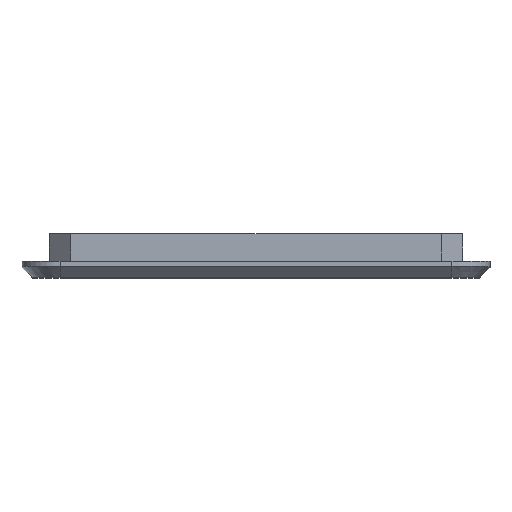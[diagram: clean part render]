
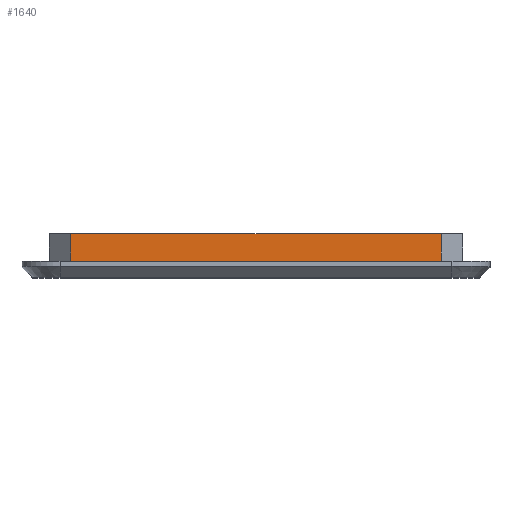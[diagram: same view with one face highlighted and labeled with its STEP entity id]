
A CAD part, top view. The second image highlights one B-rep face of the part: STEP entity #1640.
In plain terms, the highlighted planar face has unit normal (0, 0, 1).
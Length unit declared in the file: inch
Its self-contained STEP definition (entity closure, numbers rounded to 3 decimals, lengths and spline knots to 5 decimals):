
#210=FACE_OUTER_BOUND('',#303,.T.);
#303=EDGE_LOOP('',(#1252,#1253,#1254,#1255));
#409=LINE('',#2399,#549);
#424=LINE('',#2434,#564);
#437=LINE('',#2458,#577);
#444=LINE('',#2471,#584);
#549=VECTOR('',#1855,0.3937);
#564=VECTOR('',#1884,0.3937);
#577=VECTOR('',#1899,0.3937);
#584=VECTOR('',#1918,0.3937);
#726=VERTEX_POINT('',#2397);
#727=VERTEX_POINT('',#2398);
#739=VERTEX_POINT('',#2432);
#740=VERTEX_POINT('',#2433);
#907=EDGE_CURVE('',#726,#727,#409,.T.);
#924=EDGE_CURVE('',#739,#740,#424,.T.);
#937=EDGE_CURVE('',#726,#740,#437,.T.);
#944=EDGE_CURVE('',#727,#739,#444,.T.);
#1252=ORIENTED_EDGE('',*,*,#907,.F.);
#1253=ORIENTED_EDGE('',*,*,#937,.T.);
#1254=ORIENTED_EDGE('',*,*,#924,.F.);
#1255=ORIENTED_EDGE('',*,*,#944,.F.);
#1600=PLANE('',#1750);
#1640=ADVANCED_FACE('',(#210),#1600,.T.);
#1750=AXIS2_PLACEMENT_3D('',#2470,#1916,#1917);
#1855=DIRECTION('',(-1.,0.,0.));
#1884=DIRECTION('',(1.,0.,0.));
#1899=DIRECTION('',(0.,1.,0.));
#1916=DIRECTION('center_axis',(0.,0.,1.));
#1917=DIRECTION('ref_axis',(1.,0.,0.));
#1918=DIRECTION('',(0.,1.,0.));
#2397=CARTESIAN_POINT('',(0.77,0.03,0.81));
#2398=CARTESIAN_POINT('',(0.09,0.03,0.81));
#2399=CARTESIAN_POINT('',(0.09,0.03,0.81));
#2432=CARTESIAN_POINT('',(0.09,0.08,0.81));
#2433=CARTESIAN_POINT('',(0.77,0.08,0.81));
#2434=CARTESIAN_POINT('',(0.09,0.08,0.81));
#2458=CARTESIAN_POINT('',(0.77,0.,0.81));
#2470=CARTESIAN_POINT('Origin',(0.09,0.,0.81));
#2471=CARTESIAN_POINT('',(0.09,0.,0.81));
